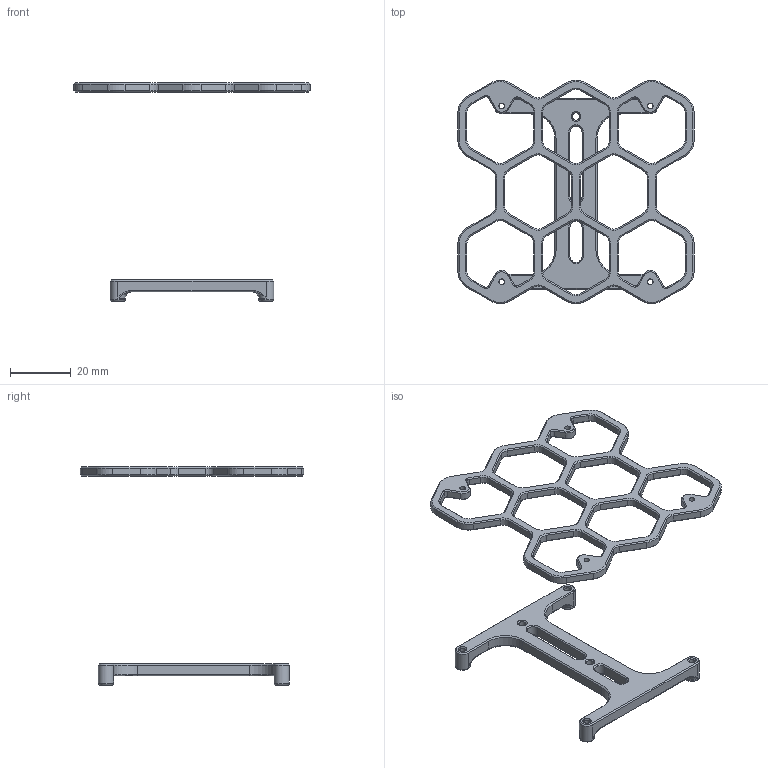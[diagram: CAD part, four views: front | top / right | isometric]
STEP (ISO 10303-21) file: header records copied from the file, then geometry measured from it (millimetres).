
FILE_DESCRIPTION(/* description */ (''),/* implementation_level */ '2;1');
FILE_NAME(/* name */ 'CableSpiool v1.step',/* time_stamp */ '2022-09-07T12:44:19+03:00',/* author */ (''),/* organization */ (''),/* preprocessor_version */ 'ST-DEVELOPER v19',/* originating_system */ 'Autodesk Translation Framework v11.7.0.108',/* authorisation */ '');
FILE_SCHEMA (('AUTOMOTIVE_DESIGN { 1 0 10303 214 3 1 1 }'));
Length unit declared in the file: millimetre
Products named in the file (3): CableSpiool; Raspberry_Bracket; Plate
Assembly tree (2 placements, depth 2):
  CableSpiool
    Raspberry_Bracket
    Plate
Bounding box: 78 x 73.78 x 72 mm (x, y, z)
Volume: 9536.5 mm3; surface area: 9794.8 mm2
Topology: 2 solids, 2 shells, 616 faces, 1444 edges, 830 vertices
Faces by surface type: plane 290, cone 178, cylinder 114, bspline 18, torus 16
Full cylindrical faces by diameter (mm): 1.9 x8, 2.4 x2, 4 x2, 5 x4
Entity records: 17689 total; most frequent: CARTESIAN_POINT 3425, DIRECTION 3040, ORIENTED_EDGE 2872, EDGE_CURVE 1436, AXIS2_PLACEMENT_3D 1037, LINE 966, VECTOR 966, VERTEX_POINT 830
